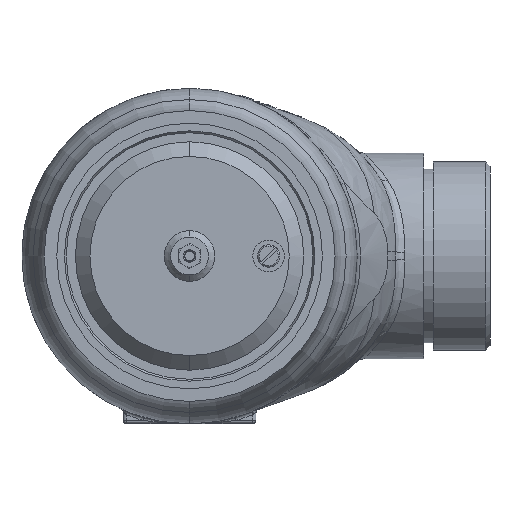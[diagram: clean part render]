
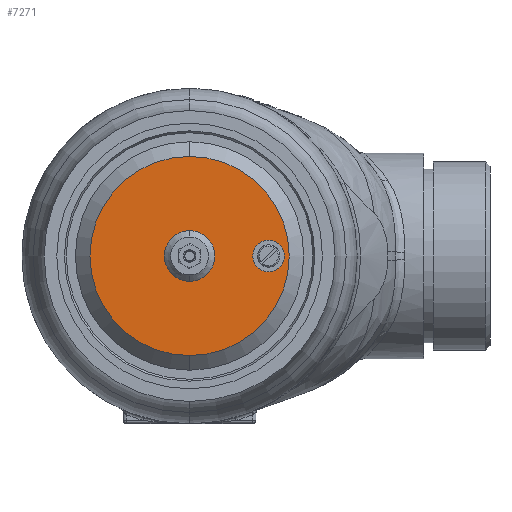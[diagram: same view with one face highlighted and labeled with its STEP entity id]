
A CAD part, front view. The second image highlights one B-rep face of the part: STEP entity #7271.
In plain terms, the highlighted planar face has unit normal (0, -1, 0).
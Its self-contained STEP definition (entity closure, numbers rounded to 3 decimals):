
#1822 = EDGE_LOOP ( 'NONE', ( #11955, #12921 ) ) ;
#2721 = DIRECTION ( 'NONE',  ( 0., 0., -1. ) ) ;
#2722 = DIRECTION ( 'NONE',  ( 0., 1., 0. ) ) ;
#2723 = CARTESIAN_POINT ( 'NONE',  ( 0., 22.344, 0. ) ) ;
#3432 = DIRECTION ( 'NONE',  ( 0., 0., 1. ) ) ;
#3433 = DIRECTION ( 'NONE',  ( 0., -1., 0. ) ) ;
#3434 = CARTESIAN_POINT ( 'NONE',  ( 25., 22.344, 0. ) ) ;
#3989 = DIRECTION ( 'NONE',  ( 0., 0., 1. ) ) ;
#3990 = DIRECTION ( 'NONE',  ( 0., -1., 0. ) ) ;
#3991 = CARTESIAN_POINT ( 'NONE',  ( 25., 22.344, 0. ) ) ;
#5208 = CARTESIAN_POINT ( 'NONE',  ( 0., 22.344, -8. ) ) ;
#5229 = CARTESIAN_POINT ( 'NONE',  ( 25., 22.344, -5. ) ) ;
#5246 = CARTESIAN_POINT ( 'NONE',  ( 0., 22.344, -31.5 ) ) ;
#5293 = CARTESIAN_POINT ( 'NONE',  ( 0., 22.344, 8. ) ) ;
#5324 = CARTESIAN_POINT ( 'NONE',  ( 0., 22.344, 31.5 ) ) ;
#5665 = CARTESIAN_POINT ( 'NONE',  ( 25., 22.344, 5. ) ) ;
#5742 = CIRCLE ( 'NONE', #19051, 31.5 ) ;
#5846 = CIRCLE ( 'NONE', #17362, 8. ) ;
#5920 = CIRCLE ( 'NONE', #19089, 5. ) ;
#6570 = DIRECTION ( 'NONE',  ( 0., 0., -1. ) ) ;
#6571 = DIRECTION ( 'NONE',  ( 0., 1., 0. ) ) ;
#6579 = CARTESIAN_POINT ( 'NONE',  ( 0., 22.344, 0. ) ) ;
#6932 = DIRECTION ( 'NONE',  ( 0., 0., -1. ) ) ;
#6933 = DIRECTION ( 'NONE',  ( 0., 1., 0. ) ) ;
#6935 = CARTESIAN_POINT ( 'NONE',  ( 0., 22.344, 0. ) ) ;
#7271 = ADVANCED_FACE ( 'NONE', ( #7674, #7505, #7360 ), #18642, .F. ) ;
#7360 = FACE_BOUND ( 'NONE', #13159, .T. ) ;
#7505 = FACE_OUTER_BOUND ( 'NONE', #1822, .T. ) ;
#7674 = FACE_BOUND ( 'NONE', #12456, .T. ) ;
#7926 = CIRCLE ( 'NONE', #19029, 31.5 ) ;
#8048 = CIRCLE ( 'NONE', #19076, 5. ) ;
#8183 = CIRCLE ( 'NONE', #19064, 8. ) ;
#9229 = DIRECTION ( 'NONE',  ( 0., 0., -1. ) ) ;
#9230 = DIRECTION ( 'NONE',  ( 0., 1., 0. ) ) ;
#9243 = CARTESIAN_POINT ( 'NONE',  ( 0., 22.344, 0. ) ) ;
#11955 = ORIENTED_EDGE ( 'NONE', *, *, #17136, .F. ) ;
#11956 = ORIENTED_EDGE ( 'NONE', *, *, #16950, .F. ) ;
#12424 = ORIENTED_EDGE ( 'NONE', *, *, #20048, .T. ) ;
#12456 = EDGE_LOOP ( 'NONE', ( #12996, #11956 ) ) ;
#12921 = ORIENTED_EDGE ( 'NONE', *, *, #19773, .F. ) ;
#12978 = ORIENTED_EDGE ( 'NONE', *, *, #19687, .T. ) ;
#12996 = ORIENTED_EDGE ( 'NONE', *, *, #19932, .F. ) ;
#13159 = EDGE_LOOP ( 'NONE', ( #12424, #12978 ) ) ;
#14064 = VERTEX_POINT ( 'NONE', #5665 ) ;
#14800 = VERTEX_POINT ( 'NONE', #5324 ) ;
#14976 = VERTEX_POINT ( 'NONE', #5293 ) ;
#15050 = VERTEX_POINT ( 'NONE', #5246 ) ;
#15080 = VERTEX_POINT ( 'NONE', #5229 ) ;
#15104 = VERTEX_POINT ( 'NONE', #5208 ) ;
#16290 = AXIS2_PLACEMENT_3D ( 'NONE', #18717, #18733, #18734 ) ;
#16950 = EDGE_CURVE ( 'NONE', #15080, #14064, #8048, .T. ) ;
#17136 = EDGE_CURVE ( 'NONE', #15050, #14800, #7926, .T. ) ;
#17362 = AXIS2_PLACEMENT_3D ( 'NONE', #2723, #2722, #2721 ) ;
#18642 = PLANE ( 'NONE',  #16290 ) ;
#18717 = CARTESIAN_POINT ( 'NONE',  ( -31.5, 22.344, 0. ) ) ;
#18733 = DIRECTION ( 'NONE',  ( 0., 1., 0. ) ) ;
#18734 = DIRECTION ( 'NONE',  ( 0., 0., -1. ) ) ;
#19029 = AXIS2_PLACEMENT_3D ( 'NONE', #9243, #9230, #9229 ) ;
#19051 = AXIS2_PLACEMENT_3D ( 'NONE', #6579, #6571, #6570 ) ;
#19064 = AXIS2_PLACEMENT_3D ( 'NONE', #6935, #6933, #6932 ) ;
#19076 = AXIS2_PLACEMENT_3D ( 'NONE', #3991, #3990, #3989 ) ;
#19089 = AXIS2_PLACEMENT_3D ( 'NONE', #3434, #3433, #3432 ) ;
#19687 = EDGE_CURVE ( 'NONE', #14976, #15104, #8183, .T. ) ;
#19773 = EDGE_CURVE ( 'NONE', #14800, #15050, #5742, .T. ) ;
#19932 = EDGE_CURVE ( 'NONE', #14064, #15080, #5920, .T. ) ;
#20048 = EDGE_CURVE ( 'NONE', #15104, #14976, #5846, .T. ) ;
